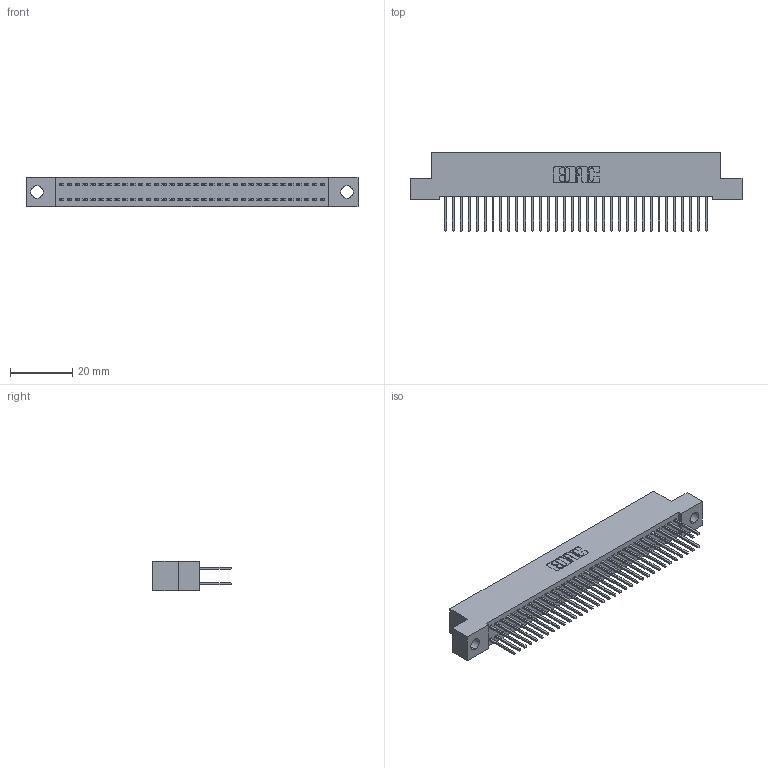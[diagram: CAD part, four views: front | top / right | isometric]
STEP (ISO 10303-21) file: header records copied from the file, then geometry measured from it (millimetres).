
FILE_DESCRIPTION (( 'STEP AP203' ), '1' );
FILE_NAME ('342-068-523-204.STEP', '2018-08-13T08:35:56', ( '' ), ( '' ), 'SwSTEP 2.0', 'SolidWorks 2016', '' );
FILE_SCHEMA (( 'CONFIG_CONTROL_DESIGN' ));
Length unit declared in the file: inch
Products named in the file (3): 342 Part_.156 TH; 345-292-001_345-293-123; 342-068-523-204
Assembly tree (69 placements, depth 2):
  342-068-523-204
    342 Part_.156 TH
    345-292-001_345-293-123  x68
Bounding box: 106.68 x 25.15 x 9.4 mm (x, y, z)
Volume: 9599.7 mm3; surface area: 15845.9 mm2
Topology: 69 solids, 69 shells, 3646 faces, 10839 edges, 7134 vertices
Faces by surface type: plane 2514, cylinder 1132
Entity records: 22797 total; most frequent: CARTESIAN_POINT 3786, ORIENTED_EDGE 3722, DIRECTION 3249, EDGE_CURVE 1861, VECTOR 1733, LINE 1733, VERTEX_POINT 1238, AXIS2_PLACEMENT_3D 758
